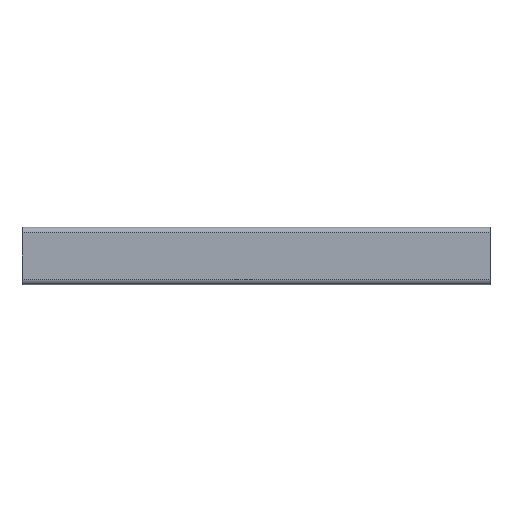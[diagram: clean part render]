
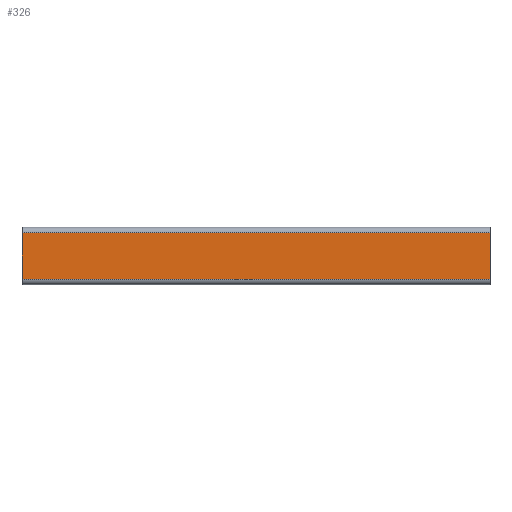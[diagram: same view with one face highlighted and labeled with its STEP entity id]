
A CAD part, left-side view. The second image highlights one B-rep face of the part: STEP entity #326.
In plain terms, the highlighted planar face has unit normal (-1, 0, 0).
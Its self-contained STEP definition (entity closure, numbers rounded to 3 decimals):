
#326 = ADVANCED_FACE( '', ( #690 ), #691, .F. );
#690 = FACE_OUTER_BOUND( '', #1092, .T. );
#691 = PLANE( '', #1093 );
#1092 = EDGE_LOOP( '', ( #1949, #1950, #1951, #1952 ) );
#1093 = AXIS2_PLACEMENT_3D( '', #1953, #1954, #1955 );
#1949 = ORIENTED_EDGE( '', *, *, #2867, .T. );
#1950 = ORIENTED_EDGE( '', *, *, #2868, .F. );
#1951 = ORIENTED_EDGE( '', *, *, #2869, .F. );
#1952 = ORIENTED_EDGE( '', *, *, #2687, .T. );
#1953 = CARTESIAN_POINT( '', ( -20., 325., 16. ) );
#1954 = DIRECTION( '', ( 1., 0., 0. ) );
#1955 = DIRECTION( '', ( 0., 0., -1. ) );
#2687 = EDGE_CURVE( '', #3343, #3341, #3344, .T. );
#2867 = EDGE_CURVE( '', #3341, #3604, #3605, .T. );
#2868 = EDGE_CURVE( '', #3606, #3604, #3607, .T. );
#2869 = EDGE_CURVE( '', #3343, #3606, #3608, .T. );
#3341 = VERTEX_POINT( '', #4345 );
#3343 = VERTEX_POINT( '', #4347 );
#3344 = LINE( '', #4348, #4349 );
#3604 = VERTEX_POINT( '', #4764 );
#3605 = LINE( '', #4765, #4766 );
#3606 = VERTEX_POINT( '', #4767 );
#3607 = LINE( '', #4768, #4769 );
#3608 = LINE( '', #4770, #4771 );
#4345 = CARTESIAN_POINT( '', ( -20., 0., -16. ) );
#4347 = CARTESIAN_POINT( '', ( -20., 325., -16. ) );
#4348 = CARTESIAN_POINT( '', ( -20., 325., -16. ) );
#4349 = VECTOR( '', #5253, 1000. );
#4764 = CARTESIAN_POINT( '', ( -20., 0., 16. ) );
#4765 = CARTESIAN_POINT( '', ( -20., 0., 16. ) );
#4766 = VECTOR( '', #5465, 1000. );
#4767 = CARTESIAN_POINT( '', ( -20., 325., 16. ) );
#4768 = CARTESIAN_POINT( '', ( -20., 325., 16. ) );
#4769 = VECTOR( '', #5466, 1000. );
#4770 = CARTESIAN_POINT( '', ( -20., 325., 16. ) );
#4771 = VECTOR( '', #5467, 1000. );
#5253 = DIRECTION( '', ( 0., -1., 0. ) );
#5465 = DIRECTION( '', ( 0., 0., 1. ) );
#5466 = DIRECTION( '', ( 0., -1., 0. ) );
#5467 = DIRECTION( '', ( 0., 0., 1. ) );
